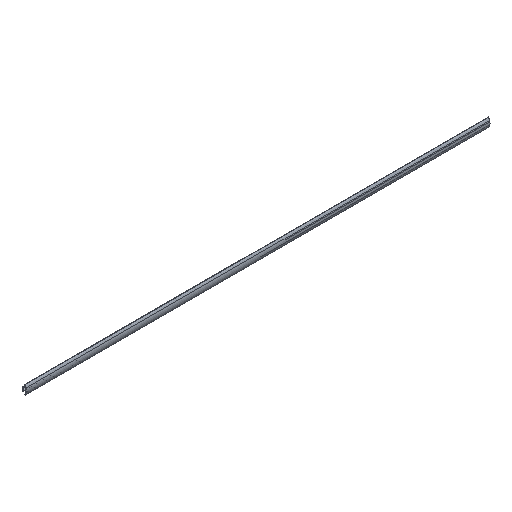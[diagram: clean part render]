
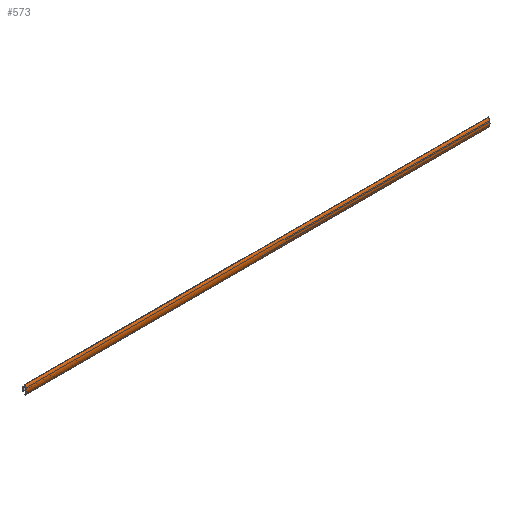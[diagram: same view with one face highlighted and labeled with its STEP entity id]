
A CAD part, isometric view. The second image highlights one B-rep face of the part: STEP entity #573.
In plain terms, the highlighted cylindrical face has radius 41.8 mm (diameter 83.6 mm), a partial arc.
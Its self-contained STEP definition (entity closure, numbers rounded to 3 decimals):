
#100 = VERTEX_POINT ( 'NONE', #457 ) ;
#127 = LINE ( 'NONE', #259, #919 ) ;
#135 = VECTOR ( 'NONE', #143, 1000. ) ;
#143 = DIRECTION ( 'NONE',  ( -1., 0., 0. ) ) ;
#145 = VERTEX_POINT ( 'NONE', #956 ) ;
#185 = CYLINDRICAL_SURFACE ( 'NONE', #239, 41.8 ) ;
#239 = AXIS2_PLACEMENT_3D ( 'NONE', #497, #950, #865 ) ;
#259 = CARTESIAN_POINT ( 'NONE',  ( 1250., 6.627, -20.132 ) ) ;
#264 = EDGE_CURVE ( 'NONE', #100, #653, #127, .T. ) ;
#296 = ORIENTED_EDGE ( 'NONE', *, *, #417, .T. ) ;
#309 = AXIS2_PLACEMENT_3D ( 'NONE', #897, #721, #609 ) ;
#324 = AXIS2_PLACEMENT_3D ( 'NONE', #734, #632, #533 ) ;
#355 = FACE_OUTER_BOUND ( 'NONE', #933, .T. ) ;
#364 = DIRECTION ( 'NONE',  ( -1., 0., 0. ) ) ;
#398 = CARTESIAN_POINT ( 'NONE',  ( -1250., 6.627, -20.132 ) ) ;
#404 = CARTESIAN_POINT ( 'NONE',  ( 1250., 8.116, 27.205 ) ) ;
#417 = EDGE_CURVE ( 'NONE', #145, #535, #603, .T. ) ;
#457 = CARTESIAN_POINT ( 'NONE',  ( 1250., 6.627, -20.132 ) ) ;
#497 = CARTESIAN_POINT ( 'NONE',  ( 1250., 41.8, 2.453 ) ) ;
#533 = DIRECTION ( 'NONE',  ( 0., 0., -1. ) ) ;
#535 = VERTEX_POINT ( 'NONE', #898 ) ;
#543 = ORIENTED_EDGE ( 'NONE', *, *, #849, .F. ) ;
#573 = ADVANCED_FACE ( 'NONE', ( #355 ), #185, .T. ) ;
#603 = LINE ( 'NONE', #404, #135 ) ;
#609 = DIRECTION ( 'NONE',  ( 0., 0., -1. ) ) ;
#632 = DIRECTION ( 'NONE',  ( 1., 0., 0. ) ) ;
#653 = VERTEX_POINT ( 'NONE', #398 ) ;
#693 = ORIENTED_EDGE ( 'NONE', *, *, #264, .F. ) ;
#720 = ORIENTED_EDGE ( 'NONE', *, *, #992, .T. ) ;
#721 = DIRECTION ( 'NONE',  ( 1., 0., 0. ) ) ;
#734 = CARTESIAN_POINT ( 'NONE',  ( 1250., 41.8, 2.453 ) ) ;
#849 = EDGE_CURVE ( 'NONE', #145, #100, #913, .T. ) ;
#865 = DIRECTION ( 'NONE',  ( 0., 0., 1. ) ) ;
#897 = CARTESIAN_POINT ( 'NONE',  ( -1250., 41.8, 2.453 ) ) ;
#898 = CARTESIAN_POINT ( 'NONE',  ( -1250., 8.116, 27.205 ) ) ;
#912 = CIRCLE ( 'NONE', #309, 41.8 ) ;
#913 = CIRCLE ( 'NONE', #324, 41.8 ) ;
#919 = VECTOR ( 'NONE', #364, 1000. ) ;
#933 = EDGE_LOOP ( 'NONE', ( #720, #693, #543, #296 ) ) ;
#950 = DIRECTION ( 'NONE',  ( -1., 0., 0. ) ) ;
#956 = CARTESIAN_POINT ( 'NONE',  ( 1250., 8.116, 27.205 ) ) ;
#992 = EDGE_CURVE ( 'NONE', #535, #653, #912, .T. ) ;
